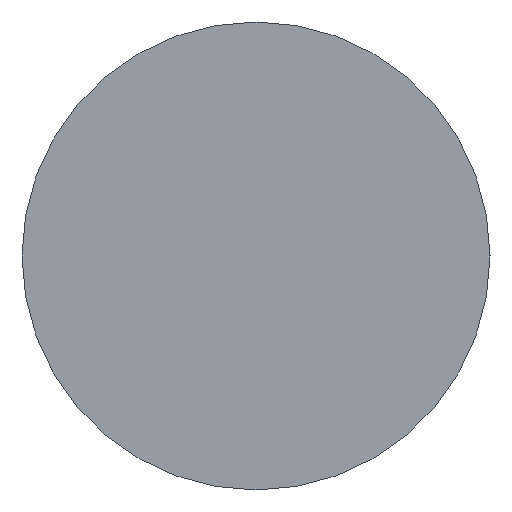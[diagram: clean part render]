
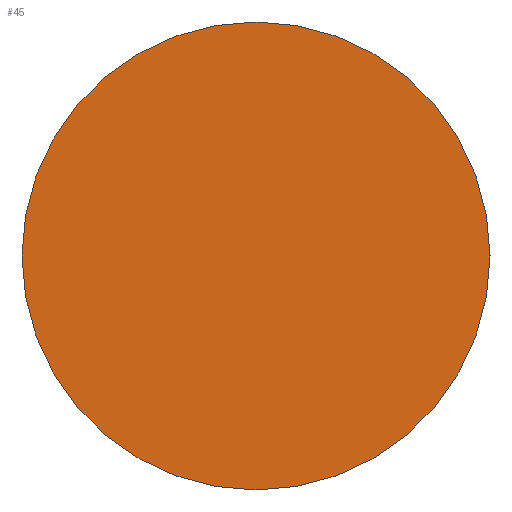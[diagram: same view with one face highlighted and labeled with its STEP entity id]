
A CAD part, left-side view. The second image highlights one B-rep face of the part: STEP entity #45.
In plain terms, the highlighted planar face has unit normal (-1, 0, 0).
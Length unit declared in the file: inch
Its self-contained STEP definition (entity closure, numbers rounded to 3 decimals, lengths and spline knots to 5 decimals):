
#20=PLANE('',#65);
#23=FACE_OUTER_BOUND('',#26,.T.);
#26=EDGE_LOOP('',(#41));
#30=CIRCLE('',#63,0.125);
#32=VERTEX_POINT('',#89);
#35=EDGE_CURVE('',#32,#32,#30,.T.);
#41=ORIENTED_EDGE('',*,*,#35,.F.);
#45=ADVANCED_FACE('',(#23),#20,.F.);
#63=AXIS2_PLACEMENT_3D('',#91,#76,#77);
#65=AXIS2_PLACEMENT_3D('',#93,#80,#81);
#76=DIRECTION('center_axis',(1.,0.,0.));
#77=DIRECTION('ref_axis',(0.,0.,-1.));
#80=DIRECTION('center_axis',(1.,0.,0.));
#81=DIRECTION('ref_axis',(0.,0.,-1.));
#89=CARTESIAN_POINT('',(0.,0.,0.125));
#91=CARTESIAN_POINT('Origin',(0.,0.,0.));
#93=CARTESIAN_POINT('Origin',(0.,0.,0.));
